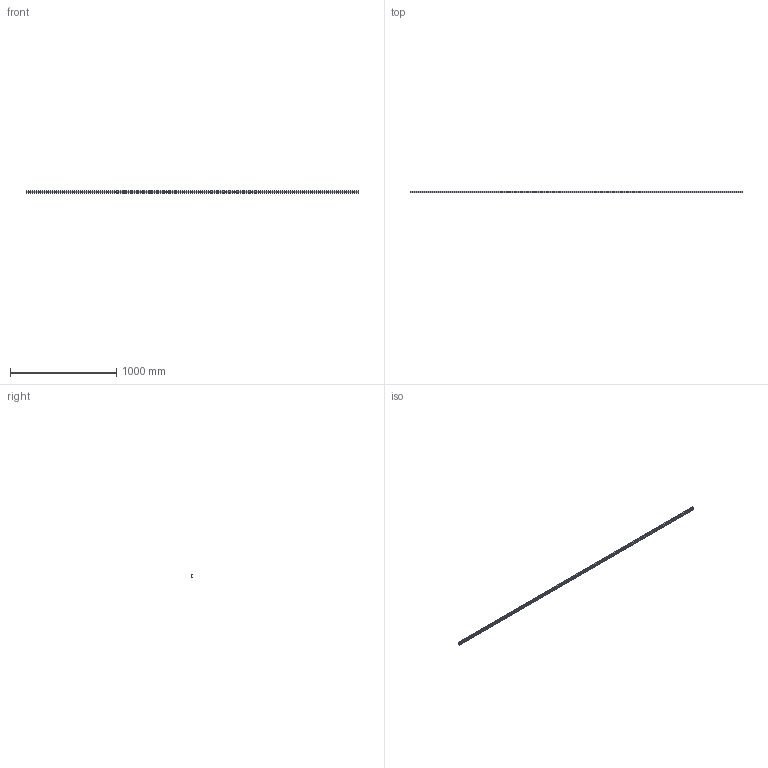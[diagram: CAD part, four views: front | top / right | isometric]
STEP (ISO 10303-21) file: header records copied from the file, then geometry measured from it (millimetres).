
FILE_DESCRIPTION((''),'2;1');
FILE_NAME('LCX 28H-3120.C.stp','2016-04-28T08:38:55',('MRathmann'),(''),'Autodesk Inventor 2012','Autodesk Inventor 2012','');
FILE_SCHEMA(('CONFIG_CONTROL_DESIGN'));
Length unit declared in the file: millimetre
Products named in the file (1): LCX 28H-3120.C
Bounding box: 3120 x 12.3 x 28 mm (x, y, z)
Volume: 504473.3 mm3; surface area: 302326.3 mm2
Topology: 1 solids, 1 shells, 141 faces, 339 edges, 239 vertices
Faces by surface type: cylinder 89, plane 52
Full cylindrical faces by diameter (mm): 6.4 x39, 11 x39
Entity records: 3684 total; most frequent: DIRECTION 684, CARTESIAN_POINT 564, ORIENTED_EDGE 444, EDGE_LOOP 336, AXIS2_PLACEMENT_3D 320, EDGE_CURVE 222, VERTEX_POINT 200, FACE_BOUND 195
